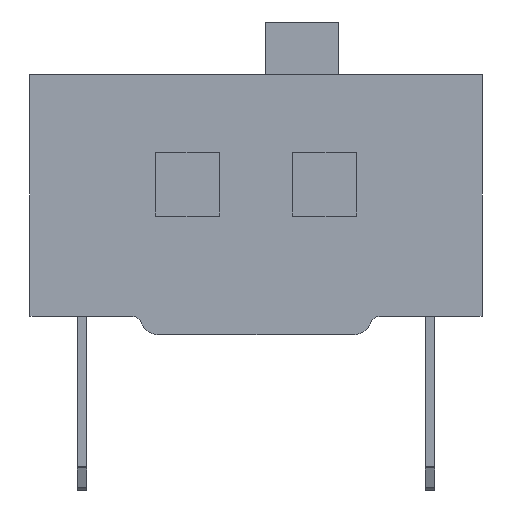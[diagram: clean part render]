
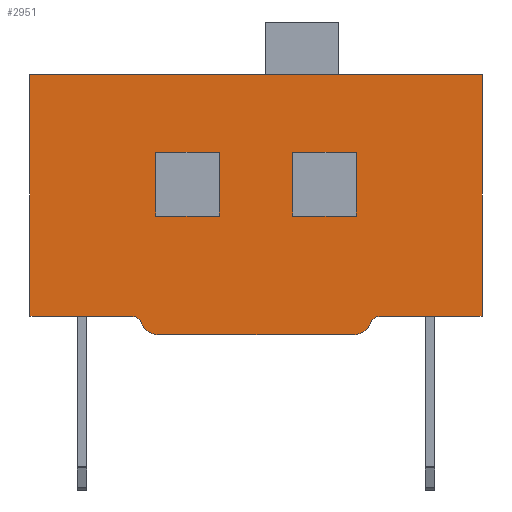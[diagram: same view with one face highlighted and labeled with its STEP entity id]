
A CAD part, left-side view. The second image highlights one B-rep face of the part: STEP entity #2951.
In plain terms, the highlighted planar face has unit normal (-1, 0, 0).
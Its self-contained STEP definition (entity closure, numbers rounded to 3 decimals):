
#124=CIRCLE('',#3216,0.4);
#125=CIRCLE('',#3219,0.2);
#126=CIRCLE('',#3220,0.2);
#127=CIRCLE('',#3221,0.4);
#224=FACE_BOUND('',#513,.T.);
#225=FACE_BOUND('',#514,.T.);
#345=FACE_OUTER_BOUND('',#512,.T.);
#512=EDGE_LOOP('',(#2498,#2499,#2500,#2501,#2502,#2503,#2504,#2505,#2506,
#2507));
#513=EDGE_LOOP('',(#2508,#2509,#2510,#2511));
#514=EDGE_LOOP('',(#2512,#2513,#2514,#2515));
#784=LINE('',#4775,#1121);
#814=LINE('',#4854,#1151);
#817=LINE('',#4862,#1154);
#818=LINE('',#4863,#1155);
#819=LINE('',#4865,#1156);
#820=LINE('',#4867,#1157);
#821=LINE('',#4873,#1158);
#822=LINE('',#4875,#1159);
#823=LINE('',#4877,#1160);
#824=LINE('',#4878,#1161);
#825=LINE('',#4881,#1162);
#826=LINE('',#4883,#1163);
#827=LINE('',#4885,#1164);
#828=LINE('',#4886,#1165);
#1121=VECTOR('',#3694,10.);
#1151=VECTOR('',#3752,10.);
#1154=VECTOR('',#3759,10.);
#1155=VECTOR('',#3760,10.);
#1156=VECTOR('',#3761,10.);
#1157=VECTOR('',#3762,10.);
#1158=VECTOR('',#3767,10.);
#1159=VECTOR('',#3768,10.);
#1160=VECTOR('',#3769,10.);
#1161=VECTOR('',#3770,10.);
#1162=VECTOR('',#3771,10.);
#1163=VECTOR('',#3772,10.);
#1164=VECTOR('',#3773,10.);
#1165=VECTOR('',#3774,10.);
#1416=VERTEX_POINT('',#4768);
#1419=VERTEX_POINT('',#4773);
#1452=VERTEX_POINT('',#4847);
#1453=VERTEX_POINT('',#4849);
#1454=VERTEX_POINT('',#4853);
#1456=VERTEX_POINT('',#4859);
#1457=VERTEX_POINT('',#4861);
#1458=VERTEX_POINT('',#4864);
#1459=VERTEX_POINT('',#4866);
#1460=VERTEX_POINT('',#4868);
#1461=VERTEX_POINT('',#4871);
#1462=VERTEX_POINT('',#4872);
#1463=VERTEX_POINT('',#4874);
#1464=VERTEX_POINT('',#4876);
#1465=VERTEX_POINT('',#4879);
#1466=VERTEX_POINT('',#4880);
#1467=VERTEX_POINT('',#4882);
#1468=VERTEX_POINT('',#4884);
#1780=EDGE_CURVE('',#1419,#1416,#784,.T.);
#1816=EDGE_CURVE('',#1452,#1453,#124,.T.);
#1818=EDGE_CURVE('',#1453,#1454,#814,.T.);
#1821=EDGE_CURVE('',#1456,#1452,#125,.T.);
#1822=EDGE_CURVE('',#1457,#1456,#817,.T.);
#1823=EDGE_CURVE('',#1457,#1416,#818,.T.);
#1824=EDGE_CURVE('',#1458,#1419,#819,.T.);
#1825=EDGE_CURVE('',#1459,#1458,#820,.T.);
#1826=EDGE_CURVE('',#1460,#1459,#126,.T.);
#1827=EDGE_CURVE('',#1454,#1460,#127,.T.);
#1828=EDGE_CURVE('',#1461,#1462,#821,.T.);
#1829=EDGE_CURVE('',#1462,#1463,#822,.T.);
#1830=EDGE_CURVE('',#1463,#1464,#823,.T.);
#1831=EDGE_CURVE('',#1464,#1461,#824,.T.);
#1832=EDGE_CURVE('',#1465,#1466,#825,.T.);
#1833=EDGE_CURVE('',#1466,#1467,#826,.T.);
#1834=EDGE_CURVE('',#1467,#1468,#827,.T.);
#1835=EDGE_CURVE('',#1468,#1465,#828,.T.);
#2498=ORIENTED_EDGE('',*,*,#1816,.F.);
#2499=ORIENTED_EDGE('',*,*,#1821,.F.);
#2500=ORIENTED_EDGE('',*,*,#1822,.F.);
#2501=ORIENTED_EDGE('',*,*,#1823,.T.);
#2502=ORIENTED_EDGE('',*,*,#1780,.F.);
#2503=ORIENTED_EDGE('',*,*,#1824,.F.);
#2504=ORIENTED_EDGE('',*,*,#1825,.F.);
#2505=ORIENTED_EDGE('',*,*,#1826,.F.);
#2506=ORIENTED_EDGE('',*,*,#1827,.F.);
#2507=ORIENTED_EDGE('',*,*,#1818,.F.);
#2508=ORIENTED_EDGE('',*,*,#1828,.T.);
#2509=ORIENTED_EDGE('',*,*,#1829,.T.);
#2510=ORIENTED_EDGE('',*,*,#1830,.T.);
#2511=ORIENTED_EDGE('',*,*,#1831,.T.);
#2512=ORIENTED_EDGE('',*,*,#1832,.T.);
#2513=ORIENTED_EDGE('',*,*,#1833,.T.);
#2514=ORIENTED_EDGE('',*,*,#1834,.T.);
#2515=ORIENTED_EDGE('',*,*,#1835,.T.);
#2803=PLANE('',#3218);
#2951=ADVANCED_FACE('',(#345,#224,#225),#2803,.T.);
#3216=AXIS2_PLACEMENT_3D('',#4850,#3747,#3748);
#3218=AXIS2_PLACEMENT_3D('',#4858,#3755,#3756);
#3219=AXIS2_PLACEMENT_3D('',#4860,#3757,#3758);
#3220=AXIS2_PLACEMENT_3D('',#4869,#3763,#3764);
#3221=AXIS2_PLACEMENT_3D('',#4870,#3765,#3766);
#3694=DIRECTION('',(0.,-1.,0.));
#3747=DIRECTION('center_axis',(1.,0.,0.));
#3748=DIRECTION('ref_axis',(0.,0.,1.));
#3752=DIRECTION('',(0.,1.,0.));
#3755=DIRECTION('center_axis',(-1.,0.,0.));
#3756=DIRECTION('ref_axis',(0.,-1.,0.));
#3757=DIRECTION('center_axis',(-1.,0.,0.));
#3758=DIRECTION('ref_axis',(0.,0.707,0.707));
#3759=DIRECTION('',(0.,1.,0.));
#3760=DIRECTION('',(0.,0.,1.));
#3761=DIRECTION('',(0.,0.,1.));
#3762=DIRECTION('',(0.,1.,0.));
#3763=DIRECTION('center_axis',(-1.,0.,0.));
#3764=DIRECTION('ref_axis',(0.,-0.707,0.707));
#3765=DIRECTION('center_axis',(1.,0.,0.));
#3766=DIRECTION('ref_axis',(0.,0.,1.));
#3767=DIRECTION('',(0.,1.,0.));
#3768=DIRECTION('',(0.,0.,1.));
#3769=DIRECTION('',(0.,-1.,0.));
#3770=DIRECTION('',(0.,0.,-1.));
#3771=DIRECTION('',(0.,1.,0.));
#3772=DIRECTION('',(0.,0.,1.));
#3773=DIRECTION('',(0.,-1.,0.));
#3774=DIRECTION('',(0.,0.,-1.));
#4768=CARTESIAN_POINT('',(-3.63,2.537,5.3));
#4773=CARTESIAN_POINT('',(-3.63,12.437,5.3));
#4775=CARTESIAN_POINT('',(-3.63,2.537,5.3));
#4847=CARTESIAN_POINT('',(-3.63,4.976,-0.133));
#4849=CARTESIAN_POINT('',(-3.63,5.353,-0.4));
#4850=CARTESIAN_POINT('Origin',(-3.63,5.353,0.));
#4853=CARTESIAN_POINT('',(-3.63,9.621,-0.4));
#4854=CARTESIAN_POINT('',(-3.63,4.987,-0.4));
#4858=CARTESIAN_POINT('Origin',(-3.63,12.437,0.));
#4859=CARTESIAN_POINT('',(-3.63,4.787,0.));
#4860=CARTESIAN_POINT('Origin',(-3.63,4.787,-0.2));
#4861=CARTESIAN_POINT('',(-3.63,2.537,0.));
#4862=CARTESIAN_POINT('',(-3.63,2.537,0.));
#4863=CARTESIAN_POINT('',(-3.63,2.537,0.));
#4864=CARTESIAN_POINT('',(-3.63,12.437,0.));
#4865=CARTESIAN_POINT('',(-3.63,12.437,0.));
#4866=CARTESIAN_POINT('',(-3.63,10.187,0.));
#4867=CARTESIAN_POINT('',(-3.63,2.537,0.));
#4868=CARTESIAN_POINT('',(-3.63,9.998,-0.133));
#4869=CARTESIAN_POINT('Origin',(-3.63,10.187,-0.2));
#4870=CARTESIAN_POINT('Origin',(-3.63,9.621,0.));
#4871=CARTESIAN_POINT('',(-3.63,8.287,2.2));
#4872=CARTESIAN_POINT('',(-3.63,9.687,2.2));
#4873=CARTESIAN_POINT('',(-3.63,10.362,2.2));
#4874=CARTESIAN_POINT('',(-3.63,9.687,3.6));
#4875=CARTESIAN_POINT('',(-3.63,9.687,1.1));
#4876=CARTESIAN_POINT('',(-3.63,8.287,3.6));
#4877=CARTESIAN_POINT('',(-3.63,11.062,3.6));
#4878=CARTESIAN_POINT('',(-3.63,8.287,1.8));
#4879=CARTESIAN_POINT('',(-3.63,5.287,2.2));
#4880=CARTESIAN_POINT('',(-3.63,6.687,2.2));
#4881=CARTESIAN_POINT('',(-3.63,8.862,2.2));
#4882=CARTESIAN_POINT('',(-3.63,6.687,3.6));
#4883=CARTESIAN_POINT('',(-3.63,6.687,1.1));
#4884=CARTESIAN_POINT('',(-3.63,5.287,3.6));
#4885=CARTESIAN_POINT('',(-3.63,9.562,3.6));
#4886=CARTESIAN_POINT('',(-3.63,5.287,1.8));
